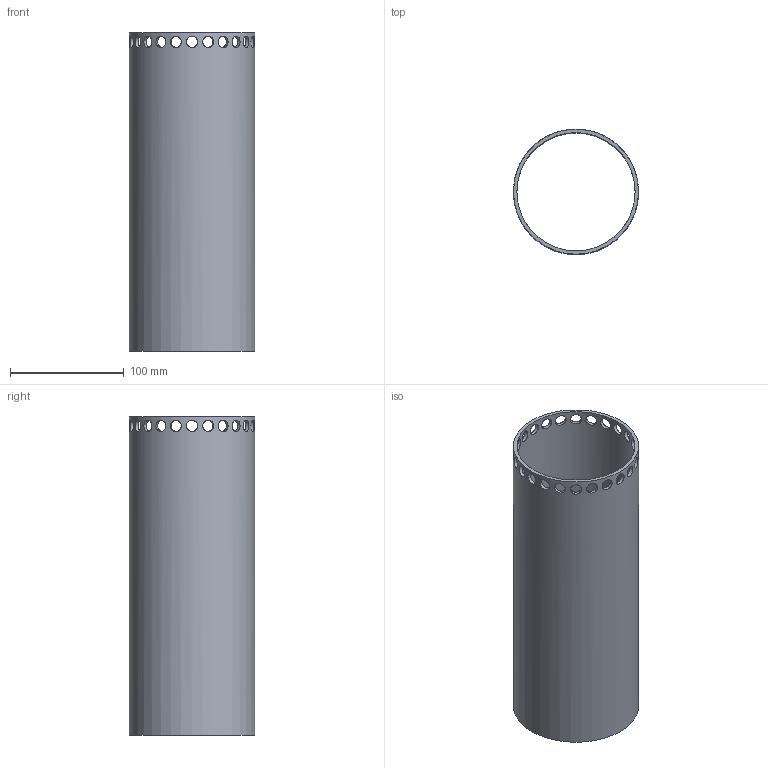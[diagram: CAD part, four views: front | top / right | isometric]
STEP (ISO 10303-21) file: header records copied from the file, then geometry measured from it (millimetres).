
FILE_DESCRIPTION(('FreeCAD Model'),'2;1');
FILE_NAME('Open CASCADE Shape Model','2024-09-05T19:27:36',(''),(''), 'Open CASCADE STEP processor 7.6','FreeCAD','Unknown');
FILE_SCHEMA(('CONFIG_CONTROL_DESIGN','SHAPE_APPEARANCE_LAYER_MIM'));
Length unit declared in the file: millimetre
Products named in the file (1): difference (Solid)
Bounding box: 110 x 110 x 280 mm (x, y, z)
Volume: 276706.5 mm3; surface area: 188754.5 mm2
Topology: 1 solids, 1 shells, 28 faces, 82 edges, 54 vertices
Faces by surface type: cylinder 26, plane 2
Full cylindrical faces by diameter (mm): 10 x24, 104 x1, 110 x1
Entity records: 4568 total; most frequent: CARTESIAN_POINT 3767, ORIENTED_EDGE 164, DIRECTION 94, EDGE_CURVE 82, FACE_BOUND 76, EDGE_LOOP 76, VERTEX_POINT 54, B_SPLINE_CURVE_WITH_KNOTS 50
